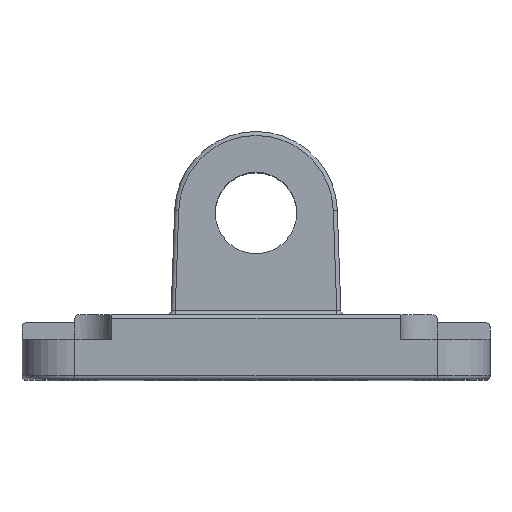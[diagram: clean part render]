
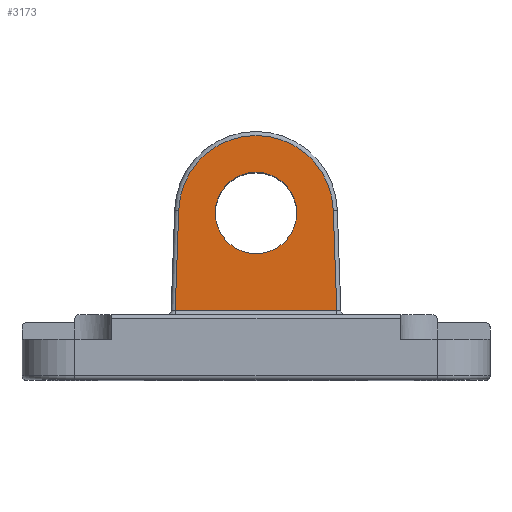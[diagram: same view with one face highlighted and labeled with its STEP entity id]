
A CAD part, top view. The second image highlights one B-rep face of the part: STEP entity #3173.
In plain terms, the highlighted planar face has unit normal (0, 0, 1).
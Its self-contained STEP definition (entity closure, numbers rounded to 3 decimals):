
#158 = AXIS2_PLACEMENT_3D ( 'NONE', #1501, #840, #832 ) ;
#168 = VERTEX_POINT ( 'NONE', #178 ) ;
#178 = CARTESIAN_POINT ( 'NONE',  ( 19.85, 17., 55. ) ) ;
#187 = AXIS2_PLACEMENT_3D ( 'NONE', #562, #1916, #2032 ) ;
#223 = VECTOR ( 'NONE', #880, 1000. ) ;
#318 = CARTESIAN_POINT ( 'NONE',  ( 10., 41., 55. ) ) ;
#324 = DIRECTION ( 'NONE',  ( -1., 0., 0. ) ) ;
#438 = AXIS2_PLACEMENT_3D ( 'NONE', #480, #1998, #324 ) ;
#468 = CIRCLE ( 'NONE', #187, 19. ) ;
#480 = CARTESIAN_POINT ( 'NONE',  ( 0., 41., 55. ) ) ;
#503 = FACE_OUTER_BOUND ( 'NONE', #2733, .T. ) ;
#539 = ORIENTED_EDGE ( 'NONE', *, *, #2835, .T. ) ;
#562 = CARTESIAN_POINT ( 'NONE',  ( 0., 41., 55. ) ) ;
#832 = DIRECTION ( 'NONE',  ( -1., 0., 0. ) ) ;
#840 = DIRECTION ( 'NONE',  ( 0., 0., -1. ) ) ;
#876 = PLANE ( 'NONE',  #158 ) ;
#880 = DIRECTION ( 'NONE',  ( 1., 0., 0. ) ) ;
#1022 = CIRCLE ( 'NONE', #3065, 10. ) ;
#1086 = EDGE_CURVE ( 'NONE', #168, #1648, #2530, .T. ) ;
#1211 = CARTESIAN_POINT ( 'NONE',  ( -27.5, 17., 55. ) ) ;
#1454 = ORIENTED_EDGE ( 'NONE', *, *, #1612, .T. ) ;
#1491 = DIRECTION ( 'NONE',  ( -0.035, 0.999, 0. ) ) ;
#1501 = CARTESIAN_POINT ( 'NONE',  ( -27.5, 116., 55. ) ) ;
#1557 = EDGE_CURVE ( 'NONE', #1818, #2619, #1824, .T. ) ;
#1612 = EDGE_CURVE ( 'NONE', #1648, #1959, #468, .T. ) ;
#1635 = CARTESIAN_POINT ( 'NONE',  ( -19.85, 17., 55. ) ) ;
#1648 = VERTEX_POINT ( 'NONE', #2047 ) ;
#1659 = EDGE_CURVE ( 'NONE', #2619, #1818, #1022, .T. ) ;
#1744 = LINE ( 'NONE', #1854, #2487 ) ;
#1818 = VERTEX_POINT ( 'NONE', #1907 ) ;
#1824 = CIRCLE ( 'NONE', #438, 10. ) ;
#1835 = VERTEX_POINT ( 'NONE', #1635 ) ;
#1854 = CARTESIAN_POINT ( 'NONE',  ( -16.406, 115.613, 55. ) ) ;
#1905 = DIRECTION ( 'NONE',  ( -0.035, -0.999, 0. ) ) ;
#1907 = CARTESIAN_POINT ( 'NONE',  ( -10., 41., 55. ) ) ;
#1916 = DIRECTION ( 'NONE',  ( 0., 0., 1. ) ) ;
#1926 = VECTOR ( 'NONE', #1491, 1000. ) ;
#1940 = ORIENTED_EDGE ( 'NONE', *, *, #1659, .T. ) ;
#1959 = VERTEX_POINT ( 'NONE', #3026 ) ;
#1998 = DIRECTION ( 'NONE',  ( 0., 0., -1. ) ) ;
#2004 = ORIENTED_EDGE ( 'NONE', *, *, #2684, .T. ) ;
#2016 = EDGE_LOOP ( 'NONE', ( #1940, #2160 ) ) ;
#2032 = DIRECTION ( 'NONE',  ( -1., 0., 0. ) ) ;
#2047 = CARTESIAN_POINT ( 'NONE',  ( 18.988, 41.663, 55. ) ) ;
#2057 = CARTESIAN_POINT ( 'NONE',  ( 0., 41., 55. ) ) ;
#2068 = DIRECTION ( 'NONE',  ( 0., 0., -1. ) ) ;
#2080 = DIRECTION ( 'NONE',  ( -1., 0., 0. ) ) ;
#2160 = ORIENTED_EDGE ( 'NONE', *, *, #1557, .T. ) ;
#2232 = LINE ( 'NONE', #1211, #223 ) ;
#2258 = ORIENTED_EDGE ( 'NONE', *, *, #1086, .T. ) ;
#2453 = FACE_BOUND ( 'NONE', #2016, .T. ) ;
#2487 = VECTOR ( 'NONE', #1905, 1000. ) ;
#2530 = LINE ( 'NONE', #3059, #1926 ) ;
#2619 = VERTEX_POINT ( 'NONE', #318 ) ;
#2684 = EDGE_CURVE ( 'NONE', #1835, #168, #2232, .T. ) ;
#2733 = EDGE_LOOP ( 'NONE', ( #1454, #539, #2004, #2258 ) ) ;
#2835 = EDGE_CURVE ( 'NONE', #1959, #1835, #1744, .T. ) ;
#3026 = CARTESIAN_POINT ( 'NONE',  ( -18.988, 41.663, 55. ) ) ;
#3059 = CARTESIAN_POINT ( 'NONE',  ( 16.339, 117.531, 55. ) ) ;
#3065 = AXIS2_PLACEMENT_3D ( 'NONE', #2057, #2068, #2080 ) ;
#3173 = ADVANCED_FACE ( 'NONE', ( #503, #2453 ), #876, .F. ) ;
